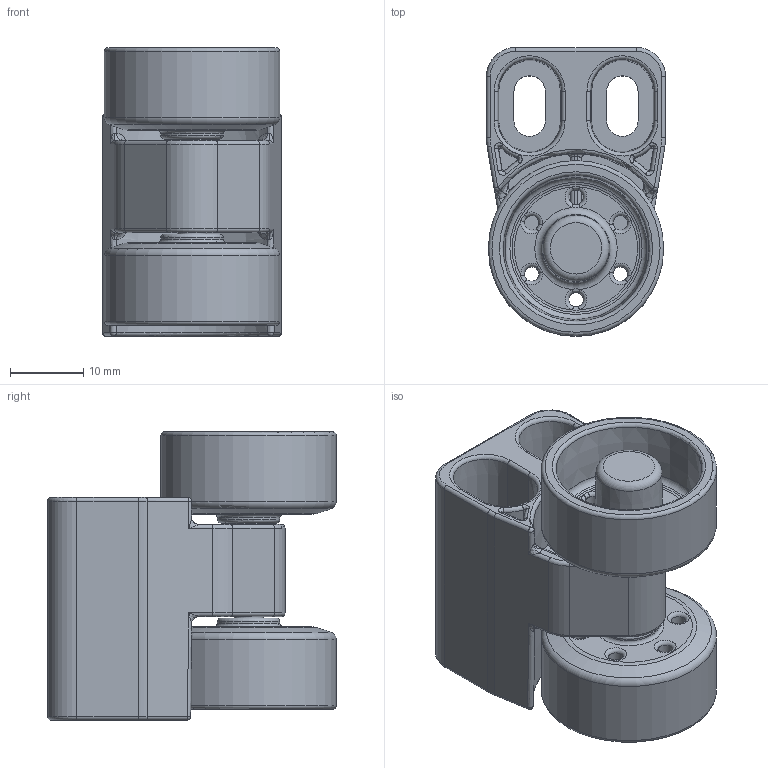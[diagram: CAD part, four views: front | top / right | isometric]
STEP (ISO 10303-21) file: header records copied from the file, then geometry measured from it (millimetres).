
FILE_DESCRIPTION(/* description */ (''),/* implementation_level */ '2;1');
FILE_NAME(/* name */ 'Single Bogie Wheel Assembly.iam.step',/* time_stamp */ '2020-04-16T23:40:55-04:00',/* author */ ('Jordan'),/* organization */ (''),/* preprocessor_version */ 'ST-DEVELOPER v17',/* originating_system */ 'Autodesk Inventor 2019',/* authorisation */ '');
FILE_SCHEMA (('AUTOMOTIVE_DESIGN { 1 0 10303 214 3 1 1 }'));
Length unit declared in the file: inch
Products named in the file (4): Single Bogie Wheel Assembly; Axle; Support; Roller
Assembly tree (4 placements, depth 2):
  Single Bogie Wheel Assembly
    Axle
    Roller  x2
    Support
Bounding box: 24.5 x 39.5 x 39.5 mm (x, y, z)
Volume: 13919.3 mm3; surface area: 14622 mm2
Topology: 4 solids, 4 shells, 524 faces, 1444 edges, 932 vertices
Faces by surface type: bspline 136, cylinder 124, plane 112, torus 103, cone 45, sphere 4
Full cylindrical faces by diameter (mm): 2 x12, 3.8 x2, 4 x1, 4.2 x1, 24 x2
Entity records: 23551 total; most frequent: CARTESIAN_POINT 12539, ORIENTED_EDGE 2410, DIRECTION 2226, EDGE_CURVE 1205, AXIS2_PLACEMENT_3D 933, VERTEX_POINT 758, CIRCLE 546, EDGE_LOOP 485
